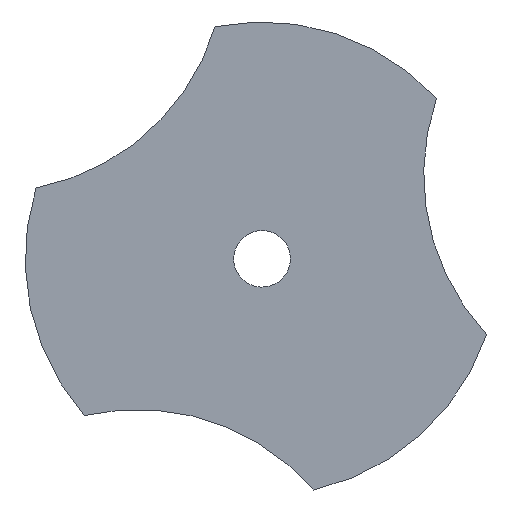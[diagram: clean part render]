
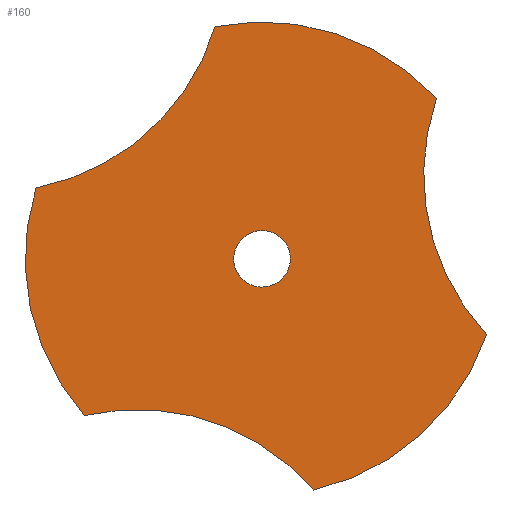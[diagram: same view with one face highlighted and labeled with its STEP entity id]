
A CAD part, left-side view. The second image highlights one B-rep face of the part: STEP entity #160.
In plain terms, the highlighted planar face has unit normal (-1, 0, 0).
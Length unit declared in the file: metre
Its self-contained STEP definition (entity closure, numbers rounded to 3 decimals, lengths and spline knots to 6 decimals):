
#20=PLANE('',#196);
#60=ORIENTED_EDGE('',*,*,#76,.T.);
#61=ORIENTED_EDGE('',*,*,#91,.F.);
#62=ORIENTED_EDGE('',*,*,#88,.T.);
#63=ORIENTED_EDGE('',*,*,#85,.F.);
#64=ORIENTED_EDGE('',*,*,#82,.T.);
#65=ORIENTED_EDGE('',*,*,#79,.F.);
#66=ORIENTED_EDGE('',*,*,#92,.T.);
#76=EDGE_CURVE('',#97,#96,#109,.T.);
#79=EDGE_CURVE('',#97,#99,#111,.T.);
#82=EDGE_CURVE('',#101,#99,#113,.T.);
#85=EDGE_CURVE('',#101,#103,#115,.T.);
#88=EDGE_CURVE('',#105,#103,#117,.T.);
#91=EDGE_CURVE('',#105,#96,#119,.T.);
#92=EDGE_CURVE('',#106,#106,#120,.T.);
#96=VERTEX_POINT('',#258);
#97=VERTEX_POINT('',#260);
#99=VERTEX_POINT('',#266);
#101=VERTEX_POINT('',#272);
#103=VERTEX_POINT('',#278);
#105=VERTEX_POINT('',#284);
#106=VERTEX_POINT('',#291);
#109=CIRCLE('',#177,0.011135);
#111=CIRCLE('',#180,0.011311);
#113=CIRCLE('',#183,0.011135);
#115=CIRCLE('',#186,0.011311);
#117=CIRCLE('',#189,0.011135);
#119=CIRCLE('',#192,0.011311);
#120=CIRCLE('',#194,0.001353);
#130=EDGE_LOOP('',(#60,#61,#62,#63,#64,#65));
#131=EDGE_LOOP('',(#66));
#142=FACE_BOUND('',#130,.T.);
#143=FACE_BOUND('',#131,.T.);
#160=ADVANCED_FACE('',(#142,#143),#20,.T.);
#177=AXIS2_PLACEMENT_3D('',#259,#205,#206);
#180=AXIS2_PLACEMENT_3D('',#265,#212,#213);
#183=AXIS2_PLACEMENT_3D('',#271,#219,#220);
#186=AXIS2_PLACEMENT_3D('',#277,#226,#227);
#189=AXIS2_PLACEMENT_3D('',#283,#233,#234);
#192=AXIS2_PLACEMENT_3D('',#288,#240,#241);
#194=AXIS2_PLACEMENT_3D('',#290,#244,#245);
#196=AXIS2_PLACEMENT_3D('',#294,#248,#249);
#205=DIRECTION('',(1.,0.,0.));
#206=DIRECTION('',(0.,-0.891,0.454));
#212=DIRECTION('',(1.,0.,0.));
#213=DIRECTION('',(0.,-0.891,0.454));
#219=DIRECTION('',(1.,0.,0.));
#220=DIRECTION('',(0.,-0.891,0.454));
#226=DIRECTION('',(1.,0.,0.));
#227=DIRECTION('',(0.,-0.891,0.454));
#233=DIRECTION('',(1.,0.,0.));
#234=DIRECTION('',(0.,-0.891,0.454));
#240=DIRECTION('',(1.,0.,0.));
#241=DIRECTION('',(0.,-0.891,0.454));
#244=DIRECTION('',(1.,0.,0.));
#245=DIRECTION('',(0.,-0.891,0.454));
#248=DIRECTION('',(-1.,0.,0.));
#249=DIRECTION('',(0.,-0.454,-0.891));
#258=CARTESIAN_POINT('',(-0.02973,0.585196,-0.005353));
#259=CARTESIAN_POINT('',(-0.02973,0.574675,-0.008999));
#260=CARTESIAN_POINT('',(-0.02973,0.582804,-0.01661));
#265=CARTESIAN_POINT('',(-0.02973,0.593525,-0.013006));
#266=CARTESIAN_POINT('',(-0.02973,0.591062,-0.024045));
#271=CARTESIAN_POINT('',(-0.02973,0.59948,-0.031334));
#272=CARTESIAN_POINT('',(-0.02973,0.602007,-0.020489));
#277=CARTESIAN_POINT('',(-0.02973,0.593525,-0.013006));
#278=CARTESIAN_POINT('',(-0.02973,0.604317,-0.00962));
#283=CARTESIAN_POINT('',(-0.02973,0.60642,0.001315));
#284=CARTESIAN_POINT('',(-0.02973,0.595765,-0.001919));
#288=CARTESIAN_POINT('',(-0.02973,0.593525,-0.013006));
#290=CARTESIAN_POINT('',(-0.02973,0.593525,-0.013006));
#291=CARTESIAN_POINT('',(-0.02973,0.59232,-0.012392));
#294=CARTESIAN_POINT('',(-0.02973,0.593616,-0.013285));
